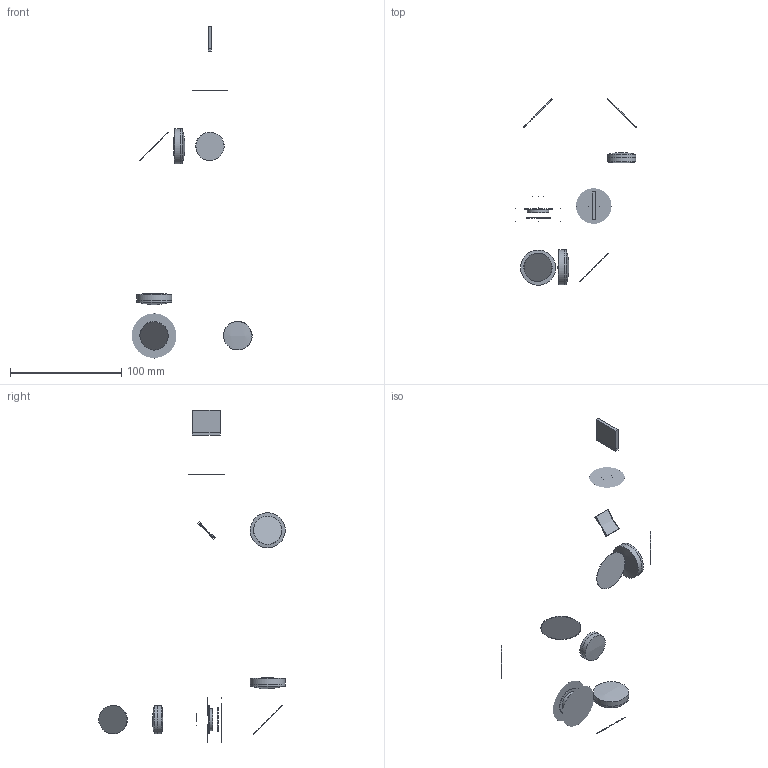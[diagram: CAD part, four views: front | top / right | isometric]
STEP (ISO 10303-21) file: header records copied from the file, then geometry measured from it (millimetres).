
FILE_DESCRIPTION ((), '1');
FILE_NAME ('mesoSPIM_excitation_path_optics_V1.STP', '2018-08-27T15:48:09', ('Unknown'), ('Unknown'), 'HarmonyWare STEP v1.9.13', 'HarmonyWare Translators', '');
FILE_SCHEMA (('CONFIG_CONTROL_DESIGN'));
Length unit declared in the file: millimetre
Products named in the file (70): NONE
Bounding box: 108.01 x 167.39 x 298.05 mm (x, y, z)
Volume: 66001.4 mm3; surface area: 90222.3 mm2
Topology: 69 solids, 69 shells, 276 faces, 2421 edges, 4317 vertices
Faces by surface type: plane 147, cylinder 63, sphere 36, bspline 30
Full cylindrical faces by diameter (mm): 19.46 x3, 21.5 x3, 25 x3, 25.4 x6, 31.5 x12
Entity records: 29798 total; most frequent: CARTESIAN_POINT 11613, DIRECTION 2517, VECTOR 2025, LINE 2025, TRIMMED_CURVE 2025, ORIENTED_EDGE 792, PERSON 560, ORGANIZATION 560
